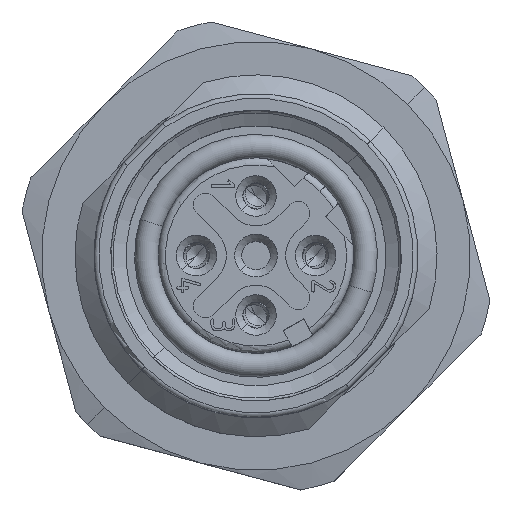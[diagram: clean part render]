
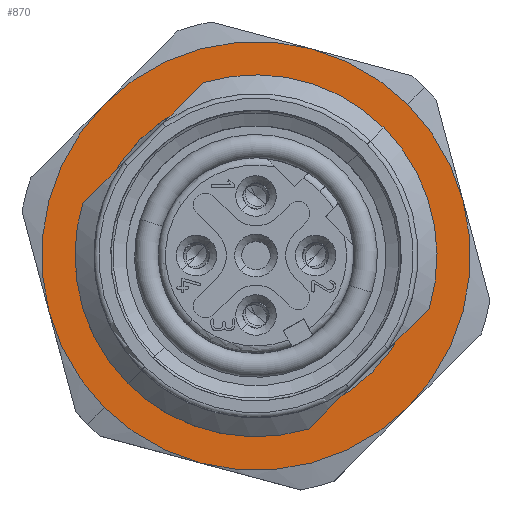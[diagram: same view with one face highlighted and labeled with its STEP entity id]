
A CAD part, top view. The second image highlights one B-rep face of the part: STEP entity #870.
In plain terms, the highlighted planar face has unit normal (0, 0, 1).
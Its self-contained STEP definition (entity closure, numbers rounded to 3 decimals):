
#406=AXIS2_PLACEMENT_3D('Circle Axis2P3D',#404,#405,$) ;
#423=AXIS2_PLACEMENT_3D('Circle Axis2P3D',#421,#422,$) ;
#766=AXIS2_PLACEMENT_3D('Circle Axis2P3D',#764,#765,$) ;
#797=AXIS2_PLACEMENT_3D('Circle Axis2P3D',#795,#796,$) ;
#814=AXIS2_PLACEMENT_3D('Circle Axis2P3D',#812,#813,$) ;
#827=AXIS2_PLACEMENT_3D('Plane Axis2P3D',#824,#825,#826) ;
#831=AXIS2_PLACEMENT_3D('Circle Axis2P3D',#829,#830,$) ;
#836=AXIS2_PLACEMENT_3D('Circle Axis2P3D',#834,#835,$) ;
#841=AXIS2_PLACEMENT_3D('Circle Axis2P3D',#839,#840,$) ;
#848=AXIS2_PLACEMENT_3D('Circle Axis2P3D',#846,#847,$) ;
#853=AXIS2_PLACEMENT_3D('Circle Axis2P3D',#851,#852,$) ;
#368=CARTESIAN_POINT('Vertex',(7.492,1.128,65.3)) ;
#401=CARTESIAN_POINT('Vertex',(3.458,3.458,65.3)) ;
#404=CARTESIAN_POINT('Axis2P3D Location',(9.821,9.821,65.3)) ;
#421=CARTESIAN_POINT('Axis2P3D Location',(9.821,9.821,65.3)) ;
#425=CARTESIAN_POINT('Vertex',(1.128,7.492,65.3)) ;
#506=CARTESIAN_POINT('Vertex',(3.458,16.185,65.3)) ;
#568=CARTESIAN_POINT('Vertex',(12.151,18.515,65.3)) ;
#654=CARTESIAN_POINT('Vertex',(18.515,12.151,65.3)) ;
#716=CARTESIAN_POINT('Vertex',(16.185,3.458,65.3)) ;
#764=CARTESIAN_POINT('Axis2P3D Location',(9.821,9.821,65.3)) ;
#768=CARTESIAN_POINT('Vertex',(4.942,4.942,65.3)) ;
#770=CARTESIAN_POINT('Vertex',(14.701,14.701,65.3)) ;
#795=CARTESIAN_POINT('Axis2P3D Location',(9.821,9.821,65.3)) ;
#812=CARTESIAN_POINT('Axis2P3D Location',(9.821,9.821,65.3)) ;
#824=CARTESIAN_POINT('Axis2P3D Location',(9.821,9.821,65.3)) ;
#829=CARTESIAN_POINT('Axis2P3D Location',(9.821,9.821,65.3)) ;
#834=CARTESIAN_POINT('Axis2P3D Location',(9.821,9.821,65.3)) ;
#839=CARTESIAN_POINT('Axis2P3D Location',(9.821,9.821,65.3)) ;
#843=CARTESIAN_POINT('Vertex',(16.185,16.185,65.3)) ;
#846=CARTESIAN_POINT('Axis2P3D Location',(9.821,9.821,65.3)) ;
#851=CARTESIAN_POINT('Axis2P3D Location',(9.821,9.821,65.3)) ;
#405=DIRECTION('Axis2P3D Direction',(0.,0.,-1.)) ;
#422=DIRECTION('Axis2P3D Direction',(0.,0.,-1.)) ;
#765=DIRECTION('Axis2P3D Direction',(0.,0.,-1.)) ;
#796=DIRECTION('Axis2P3D Direction',(0.,0.,-1.)) ;
#813=DIRECTION('Axis2P3D Direction',(0.,0.,-1.)) ;
#825=DIRECTION('Axis2P3D Direction',(0.,0.,1.)) ;
#826=DIRECTION('Axis2P3D XDirection',(-0.707,-0.707,0.)) ;
#830=DIRECTION('Axis2P3D Direction',(0.,0.,1.)) ;
#835=DIRECTION('Axis2P3D Direction',(0.,0.,1.)) ;
#840=DIRECTION('Axis2P3D Direction',(0.,0.,1.)) ;
#847=DIRECTION('Axis2P3D Direction',(0.,0.,1.)) ;
#852=DIRECTION('Axis2P3D Direction',(0.,0.,1.)) ;
#857=ORIENTED_EDGE('',*,*,#833,.T.) ;
#858=ORIENTED_EDGE('',*,*,#427,.T.) ;
#859=ORIENTED_EDGE('',*,*,#408,.T.) ;
#860=ORIENTED_EDGE('',*,*,#816,.T.) ;
#861=ORIENTED_EDGE('',*,*,#838,.T.) ;
#862=ORIENTED_EDGE('',*,*,#845,.T.) ;
#863=ORIENTED_EDGE('',*,*,#850,.T.) ;
#864=ORIENTED_EDGE('',*,*,#855,.T.) ;
#867=ORIENTED_EDGE('',*,*,#799,.T.) ;
#868=ORIENTED_EDGE('',*,*,#772,.T.) ;
#869=FACE_BOUND('',#866,.T.) ;
#870=ADVANCED_FACE('Hauptkoerper',(#865,#869),#828,.T.) ;
#407=CIRCLE('generated circle',#406,9.) ;
#424=CIRCLE('generated circle',#423,9.) ;
#767=CIRCLE('generated circle',#766,6.9) ;
#798=CIRCLE('generated circle',#797,6.9) ;
#815=CIRCLE('generated circle',#814,9.) ;
#832=CIRCLE('generated circle',#831,9.) ;
#837=CIRCLE('generated circle',#836,9.) ;
#842=CIRCLE('generated circle',#841,9.) ;
#849=CIRCLE('generated circle',#848,9.) ;
#854=CIRCLE('generated circle',#853,9.) ;
#408=EDGE_CURVE('',#402,#369,#407,.F.) ;
#427=EDGE_CURVE('',#426,#402,#424,.F.) ;
#772=EDGE_CURVE('',#769,#771,#767,.T.) ;
#799=EDGE_CURVE('',#771,#769,#798,.T.) ;
#816=EDGE_CURVE('',#369,#717,#815,.F.) ;
#833=EDGE_CURVE('',#507,#426,#832,.T.) ;
#838=EDGE_CURVE('',#717,#655,#837,.T.) ;
#845=EDGE_CURVE('',#655,#844,#842,.T.) ;
#850=EDGE_CURVE('',#844,#569,#849,.T.) ;
#855=EDGE_CURVE('',#569,#507,#854,.T.) ;
#856=EDGE_LOOP('',(#857,#858,#859,#860,#861,#862,#863,#864)) ;
#866=EDGE_LOOP('',(#867,#868)) ;
#865=FACE_OUTER_BOUND('',#856,.T.) ;
#828=PLANE('',#827) ;
#369=VERTEX_POINT('',#368) ;
#402=VERTEX_POINT('',#401) ;
#426=VERTEX_POINT('',#425) ;
#507=VERTEX_POINT('',#506) ;
#569=VERTEX_POINT('',#568) ;
#655=VERTEX_POINT('',#654) ;
#717=VERTEX_POINT('',#716) ;
#769=VERTEX_POINT('',#768) ;
#771=VERTEX_POINT('',#770) ;
#844=VERTEX_POINT('',#843) ;
